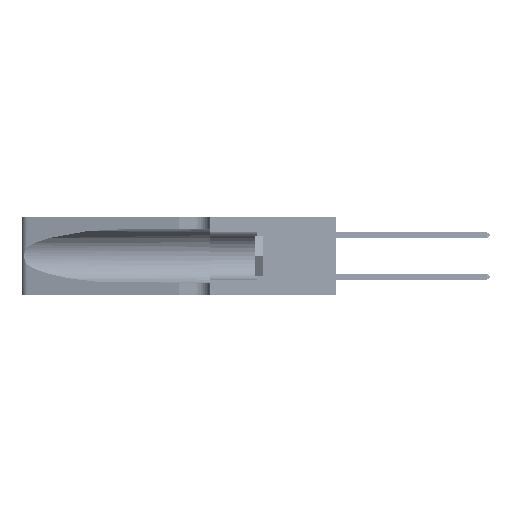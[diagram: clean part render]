
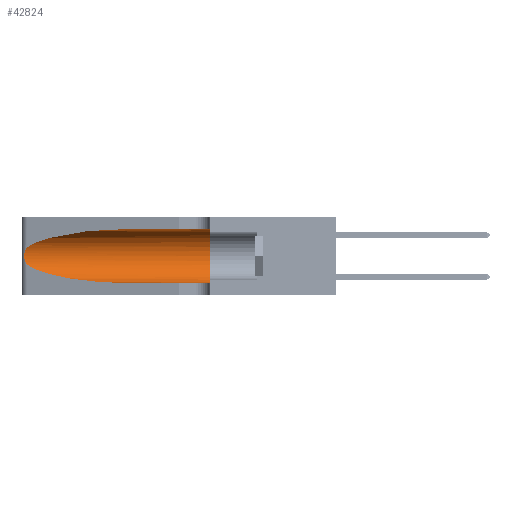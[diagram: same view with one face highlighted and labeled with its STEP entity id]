
A CAD part, left-side view. The second image highlights one B-rep face of the part: STEP entity #42824.
In plain terms, the highlighted cylindrical face has radius 3.308 mm (diameter 6.617 mm), a partial arc.
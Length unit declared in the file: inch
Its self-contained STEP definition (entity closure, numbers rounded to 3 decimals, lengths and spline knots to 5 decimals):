
#3162 = ORIENTED_EDGE ( 'NONE', *, *, #50148, .F. ) ;
#3250 = CARTESIAN_POINT ( 'NONE',  ( 0.18966, 0.96281, 0.05475 ) ) ;
#3610 = CARTESIAN_POINT ( 'NONE',  ( 0.1305, 0.72297, 0.05475 ) ) ;
#3787 = AXIS2_PLACEMENT_3D ( 'NONE', #15117, #23059, #31952 ) ;
#4349 = CIRCLE ( 'NONE', #3787, 0.13025 ) ;
#5263 = AXIS2_PLACEMENT_3D ( 'NONE', #52427, #48251, #52062 ) ;
#5418 = FACE_OUTER_BOUND ( 'NONE', #33407, .T. ) ;
#5634 = ORIENTED_EDGE ( 'NONE', *, *, #48579, .T. ) ;
#6990 = EDGE_CURVE ( 'NONE', #49654, #52578, #4349, .T. ) ;
#7159 =( BOUNDED_CURVE ( )  B_SPLINE_CURVE ( 3, ( #38732, #42763, #30769, #51294 ),
 .UNSPECIFIED., .F., .F. ) 
 B_SPLINE_CURVE_WITH_KNOTS ( ( 4, 4 ),
 ( 1.5708, 2.84003 ),
 .UNSPECIFIED. ) 
 CURVE ( )  GEOMETRIC_REPRESENTATION_ITEM ( )  RATIONAL_B_SPLINE_CURVE ( ( 1., 0.87, 0.87, 1. ) ) 
 REPRESENTATION_ITEM ( '' )  );
#8412 = CARTESIAN_POINT ( 'NONE',  ( 0.1305, 0.72297, 0.05475 ) ) ;
#9286 = CARTESIAN_POINT ( 'NONE',  ( 0.1305, 1.61858, 0.31525 ) ) ;
#12259 = CARTESIAN_POINT ( 'NONE',  ( 0.25787, 1.23484, 0.2124 ) ) ;
#13580 = EDGE_CURVE ( 'NONE', #29473, #32192, #36741, .T. ) ;
#14962 = VERTEX_POINT ( 'NONE', #21774 ) ;
#15117 = CARTESIAN_POINT ( 'NONE',  ( 0.1305, 0.35, 0.185 ) ) ;
#15889 = CARTESIAN_POINT ( 'NONE',  ( 0.25854, 1.2359, 0.20912 ) ) ;
#17011 = ORIENTED_EDGE ( 'NONE', *, *, #13580, .T. ) ;
#19389 = VERTEX_POINT ( 'NONE', #40692 ) ;
#19587 = CARTESIAN_POINT ( 'NONE',  ( 0.2373, 1.15595, 0.08982 ) ) ;
#20030 = CARTESIAN_POINT ( 'NONE',  ( 0.25639, 1.23184, 0.21858 ) ) ;
#20572 = CARTESIAN_POINT ( 'NONE',  ( 0.26075, 1.23896, 0.178 ) ) ;
#20753 = CARTESIAN_POINT ( 'NONE',  ( 0.25487, 1.22718, 0.14631 ) ) ;
#21774 = CARTESIAN_POINT ( 'NONE',  ( 0.1305, 0.72297, 0.31525 ) ) ;
#23059 = DIRECTION ( 'NONE',  ( 0., 1., 0. ) ) ;
#24153 = CARTESIAN_POINT ( 'NONE',  ( 0.25856, 1.23593, 0.16098 ) ) ;
#26800 = LINE ( 'NONE', #26931, #27480 ) ;
#26931 = CARTESIAN_POINT ( 'NONE',  ( 0.1305, 1.61858, 0.05475 ) ) ;
#27480 = VECTOR ( 'NONE', #39643, 39.37008 ) ;
#28347 = CARTESIAN_POINT ( 'NONE',  ( 0.25555, 1.22994, 0.2215 ) ) ;
#28517 = CARTESIAN_POINT ( 'NONE',  ( 0.26075, 1.23896, 0.19203 ) ) ;
#28587 = VECTOR ( 'NONE', #35373, 39.37008 ) ;
#28703 = EDGE_CURVE ( 'NONE', #19389, #29473, #28747, .T. ) ;
#28747 = B_SPLINE_CURVE_WITH_KNOTS ( 'NONE', 3,
 ( #40710, #28347, #20030, #12259, #15889, #53799, #28517, #20572, #29062, #24153, #40885, #37246, #49274, #20753 ),
 .UNSPECIFIED., .F., .F.,
 ( 4, 2, 2, 2, 2, 2, 4 ),
 ( 0., 0.00027, 0.00053, 0.00107, 0.0016, 0.00187, 0.00214 ),
 .UNSPECIFIED. ) ;
#29062 = CARTESIAN_POINT ( 'NONE',  ( 0.26017, 1.23833, 0.17102 ) ) ;
#29473 = VERTEX_POINT ( 'NONE', #41355 ) ;
#29963 = ORIENTED_EDGE ( 'NONE', *, *, #52082, .T. ) ;
#30769 = CARTESIAN_POINT ( 'NONE',  ( 0.2373, 1.15595, 0.28018 ) ) ;
#31909 = CARTESIAN_POINT ( 'NONE',  ( 0.25487, 1.22718, 0.14631 ) ) ;
#31952 = DIRECTION ( 'NONE',  ( 0., 0., 1. ) ) ;
#32192 = VERTEX_POINT ( 'NONE', #8412 ) ;
#33407 = EDGE_LOOP ( 'NONE', ( #29963, #36180, #17011, #5634, #51341, #3162 ) ) ;
#35373 = DIRECTION ( 'NONE',  ( 0., -1., 0. ) ) ;
#36180 = ORIENTED_EDGE ( 'NONE', *, *, #28703, .T. ) ;
#36741 =( BOUNDED_CURVE ( )  B_SPLINE_CURVE ( 3, ( #31909, #19587, #3250, #3610 ),
 .UNSPECIFIED., .F., .F. ) 
 B_SPLINE_CURVE_WITH_KNOTS ( ( 4, 4 ),
 ( 3.44316, 4.71239 ),
 .UNSPECIFIED. ) 
 CURVE ( )  GEOMETRIC_REPRESENTATION_ITEM ( )  RATIONAL_B_SPLINE_CURVE ( ( 1., 0.87, 0.87, 1. ) ) 
 REPRESENTATION_ITEM ( '' )  );
#37246 = CARTESIAN_POINT ( 'NONE',  ( 0.25639, 1.23186, 0.15144 ) ) ;
#38732 = CARTESIAN_POINT ( 'NONE',  ( 0.1305, 0.72297, 0.31525 ) ) ;
#39071 = CARTESIAN_POINT ( 'NONE',  ( 0.1305, 0.35, 0.05475 ) ) ;
#39643 = DIRECTION ( 'NONE',  ( 0., -1., 0. ) ) ;
#39960 = CARTESIAN_POINT ( 'NONE',  ( 0.1305, 0.35, 0.31525 ) ) ;
#40692 = CARTESIAN_POINT ( 'NONE',  ( 0.25487, 1.22718, 0.22369 ) ) ;
#40710 = CARTESIAN_POINT ( 'NONE',  ( 0.25487, 1.22718, 0.22369 ) ) ;
#40885 = CARTESIAN_POINT ( 'NONE',  ( 0.25789, 1.23486, 0.15765 ) ) ;
#41355 = CARTESIAN_POINT ( 'NONE',  ( 0.25487, 1.22718, 0.14631 ) ) ;
#42763 = CARTESIAN_POINT ( 'NONE',  ( 0.18966, 0.96281, 0.31525 ) ) ;
#42824 = ADVANCED_FACE ( 'NONE', ( #5418 ), #48238, .F. ) ;
#46824 = LINE ( 'NONE', #9286, #28587 ) ;
#48238 = CYLINDRICAL_SURFACE ( 'NONE', #5263, 0.13025 ) ;
#48251 = DIRECTION ( 'NONE',  ( 0., -1., 0. ) ) ;
#48579 = EDGE_CURVE ( 'NONE', #32192, #52578, #26800, .T. ) ;
#49274 = CARTESIAN_POINT ( 'NONE',  ( 0.25555, 1.22993, 0.14849 ) ) ;
#49654 = VERTEX_POINT ( 'NONE', #39960 ) ;
#50148 = EDGE_CURVE ( 'NONE', #14962, #49654, #46824, .T. ) ;
#51294 = CARTESIAN_POINT ( 'NONE',  ( 0.25487, 1.22718, 0.22369 ) ) ;
#51341 = ORIENTED_EDGE ( 'NONE', *, *, #6990, .F. ) ;
#52062 = DIRECTION ( 'NONE',  ( 0., 0., -1. ) ) ;
#52082 = EDGE_CURVE ( 'NONE', #14962, #19389, #7159, .T. ) ;
#52427 = CARTESIAN_POINT ( 'NONE',  ( 0.1305, 1.61858, 0.185 ) ) ;
#52578 = VERTEX_POINT ( 'NONE', #39071 ) ;
#53799 = CARTESIAN_POINT ( 'NONE',  ( 0.26018, 1.23835, 0.19895 ) ) ;
